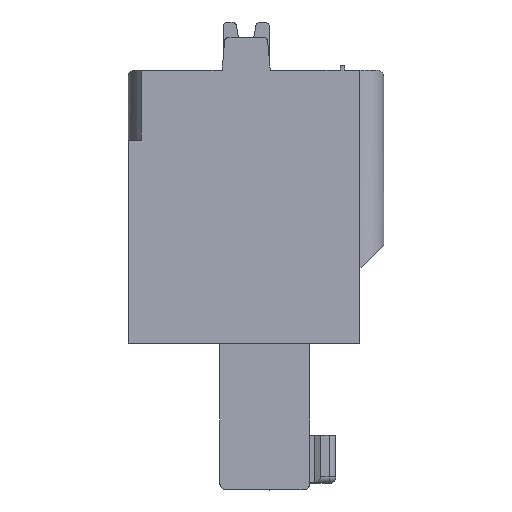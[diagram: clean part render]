
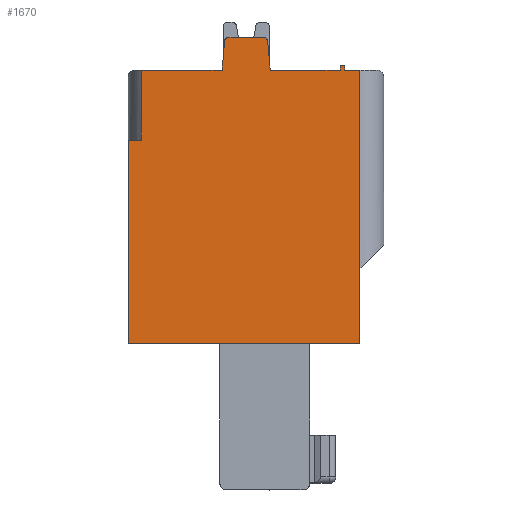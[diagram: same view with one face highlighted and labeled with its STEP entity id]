
A CAD part, left-side view. The second image highlights one B-rep face of the part: STEP entity #1670.
In plain terms, the highlighted planar face has unit normal (-1, 0, 0).
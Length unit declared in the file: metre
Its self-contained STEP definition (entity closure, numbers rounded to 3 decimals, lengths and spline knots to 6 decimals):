
#1670=ADVANCED_FACE('',(#3969),#3970,.F.);
#3969=FACE_OUTER_BOUND('',#6879,.T.);
#3970=PLANE('',#6880);
#6879=EDGE_LOOP('',(#12036,#12037,#12038,#12039,#12040,#12041,#12042,#12043,#12044,#12045,#12046,#12047,#12048,#12049,#12050,#12051));
#6880=AXIS2_PLACEMENT_3D('',#12052,#12053,#12054);
#12036=ORIENTED_EDGE('',*,*,#19098,.F.);
#12037=ORIENTED_EDGE('',*,*,#19099,.F.);
#12038=ORIENTED_EDGE('',*,*,#19100,.F.);
#12039=ORIENTED_EDGE('',*,*,#17870,.F.);
#12040=ORIENTED_EDGE('',*,*,#19101,.F.);
#12041=ORIENTED_EDGE('',*,*,#18126,.F.);
#12042=ORIENTED_EDGE('',*,*,#19102,.F.);
#12043=ORIENTED_EDGE('',*,*,#19103,.T.);
#12044=ORIENTED_EDGE('',*,*,#19104,.F.);
#12045=ORIENTED_EDGE('',*,*,#19105,.T.);
#12046=ORIENTED_EDGE('',*,*,#19106,.F.);
#12047=ORIENTED_EDGE('',*,*,#18122,.F.);
#12048=ORIENTED_EDGE('',*,*,#19107,.F.);
#12049=ORIENTED_EDGE('',*,*,#17818,.F.);
#12050=ORIENTED_EDGE('',*,*,#18967,.F.);
#12051=ORIENTED_EDGE('',*,*,#17196,.F.);
#12052=CARTESIAN_POINT('',(0.29467,0.034769,-0.078355));
#12053=DIRECTION('',(1.0,0.0,0.0));
#12054=DIRECTION('',(0.0,1.0,0.0));
#17196=EDGE_CURVE('',#20506,#20507,#20508,.T.);
#17818=EDGE_CURVE('',#21624,#21626,#21627,.T.);
#17870=EDGE_CURVE('',#21712,#21715,#21716,.T.);
#18122=EDGE_CURVE('',#22135,#22137,#22138,.T.);
#18126=EDGE_CURVE('',#22143,#22145,#22146,.T.);
#18967=EDGE_CURVE('',#20507,#21624,#23471,.T.);
#19098=EDGE_CURVE('',#23667,#20506,#23668,.T.);
#19099=EDGE_CURVE('',#23669,#23667,#23670,.T.);
#19100=EDGE_CURVE('',#21715,#23669,#23671,.T.);
#19101=EDGE_CURVE('',#22145,#21712,#23672,.T.);
#19102=EDGE_CURVE('',#23673,#22143,#23674,.T.);
#19103=EDGE_CURVE('',#23673,#23675,#23676,.T.);
#19104=EDGE_CURVE('',#23677,#23675,#23678,.T.);
#19105=EDGE_CURVE('',#23677,#23679,#23680,.T.);
#19106=EDGE_CURVE('',#22137,#23679,#23681,.T.);
#19107=EDGE_CURVE('',#21626,#22135,#23682,.T.);
#20506=VERTEX_POINT('',#25418);
#20507=VERTEX_POINT('',#25419);
#20508=LINE('',#25420,#25421);
#21624=VERTEX_POINT('',#27124);
#21626=VERTEX_POINT('',#27127);
#21627=LINE('',#27128,#27129);
#21712=VERTEX_POINT('',#27249);
#21715=VERTEX_POINT('',#27253);
#21716=LINE('',#27254,#27255);
#22135=VERTEX_POINT('',#27925);
#22137=VERTEX_POINT('',#27928);
#22138=LINE('',#27929,#27930);
#22143=VERTEX_POINT('',#27937);
#22145=VERTEX_POINT('',#27940);
#22146=LINE('',#27941,#27942);
#23471=LINE('',#30090,#30091);
#23667=VERTEX_POINT('',#30389);
#23668=LINE('',#30390,#30391);
#23669=VERTEX_POINT('',#30392);
#23670=LINE('',#30393,#30394);
#23671=LINE('',#30395,#30396);
#23672=LINE('',#30397,#30398);
#23673=VERTEX_POINT('',#30399);
#23674=LINE('',#30400,#30401);
#23675=VERTEX_POINT('',#30402);
#23676=CIRCLE('',#30403,0.0002);
#23677=VERTEX_POINT('',#30404);
#23678=LINE('',#30405,#30406);
#23679=VERTEX_POINT('',#30407);
#23680=CIRCLE('',#30408,0.0002);
#23681=LINE('',#30409,#30410);
#23682=LINE('',#30411,#30412);
#25418=CARTESIAN_POINT('',(0.29467,0.028783,-0.092155));
#25419=CARTESIAN_POINT('',(0.29467,0.039383,-0.092155));
#25420=CARTESIAN_POINT('',(0.29467,0.039383,-0.092155));
#25421=VECTOR('',#33242,1.0);
#27124=CARTESIAN_POINT('',(0.29467,0.039383,-0.082855));
#27127=CARTESIAN_POINT('',(0.29467,0.038783,-0.082855));
#27128=CARTESIAN_POINT('',(0.29467,0.038783,-0.082855));
#27129=VECTOR('',#33919,1.0);
#27249=CARTESIAN_POINT('',(0.29467,0.029683,-0.079455));
#27253=CARTESIAN_POINT('',(0.29467,0.029483,-0.079455));
#27254=CARTESIAN_POINT('',(0.29467,0.029483,-0.079455));
#27255=VECTOR('',#33974,1.0);
#27925=CARTESIAN_POINT('',(0.29467,0.038783,-0.079655));
#27928=CARTESIAN_POINT('',(0.29467,0.035083,-0.079655));
#27929=CARTESIAN_POINT('',(0.29467,0.035083,-0.079655));
#27930=VECTOR('',#34238,1.0);
#27937=CARTESIAN_POINT('',(0.29467,0.032883,-0.079655));
#27940=CARTESIAN_POINT('',(0.29467,0.029683,-0.079655));
#27941=CARTESIAN_POINT('',(0.29467,0.035083,-0.079655));
#27942=VECTOR('',#34242,1.0);
#30090=CARTESIAN_POINT('',(0.29467,0.039383,-0.082855));
#30091=VECTOR('',#35125,1.0);
#30389=CARTESIAN_POINT('',(0.29467,0.028783,-0.079655));
#30390=CARTESIAN_POINT('',(0.29467,0.028783,-0.092155));
#30391=VECTOR('',#35269,1.0);
#30392=CARTESIAN_POINT('',(0.29467,0.029483,-0.079655));
#30393=CARTESIAN_POINT('',(0.29467,0.035083,-0.079655));
#30394=VECTOR('',#35270,1.0);
#30395=CARTESIAN_POINT('',(0.29467,0.029483,-0.079655));
#30396=VECTOR('',#35271,1.0);
#30397=CARTESIAN_POINT('',(0.29467,0.029683,-0.079455));
#30398=VECTOR('',#35272,1.0);
#30399=CARTESIAN_POINT('',(0.29467,0.032999,-0.078338));
#30400=CARTESIAN_POINT('',(0.29467,0.033102,-0.077155));
#30401=VECTOR('',#35273,1.0);
#30402=CARTESIAN_POINT('',(0.29467,0.033198,-0.078155));
#30403=AXIS2_PLACEMENT_3D('',#35274,#35275,#35276);
#30404=CARTESIAN_POINT('',(0.29467,0.034769,-0.078155));
#30405=CARTESIAN_POINT('',(0.29467,0.035083,-0.078155));
#30406=VECTOR('',#35277,1.0);
#30407=CARTESIAN_POINT('',(0.29467,0.034968,-0.078338));
#30408=AXIS2_PLACEMENT_3D('',#35278,#35279,#35280);
#30409=CARTESIAN_POINT('',(0.29467,0.035083,-0.079655));
#30410=VECTOR('',#35281,1.0);
#30411=CARTESIAN_POINT('',(0.29467,0.038783,-0.079655));
#30412=VECTOR('',#35282,1.0);
#33242=DIRECTION('',(0.0,1.0,0.0));
#33919=DIRECTION('',(0.0,-1.0,0.));
#33974=DIRECTION('',(0.0,-1.0,0.0));
#34238=DIRECTION('',(0.0,-1.0,0.0));
#34242=DIRECTION('',(0.0,-1.0,0.0));
#35125=DIRECTION('',(0.0,0.0,1.0));
#35269=DIRECTION('',(0.0,0.0,-1.0));
#35270=DIRECTION('',(0.0,-1.0,0.0));
#35271=DIRECTION('',(0.0,0.0,-1.0));
#35272=DIRECTION('',(0.0,0.0,1.0));
#35273=DIRECTION('',(0.,-0.087,-0.996));
#35274=CARTESIAN_POINT('',(0.29467,0.033198,-0.078355));
#35275=DIRECTION('',(-1.0,0.,-0.0));
#35276=DIRECTION('',(0.0,0.0,-1.0));
#35277=DIRECTION('',(0.,-1.0,0.));
#35278=CARTESIAN_POINT('',(0.29467,0.034769,-0.078355));
#35279=DIRECTION('',(-1.0,0.,-0.0));
#35280=DIRECTION('',(0.0,0.0,-1.0));
#35281=DIRECTION('',(0.,-0.087,0.996));
#35282=DIRECTION('',(0.0,0.0,1.0));
